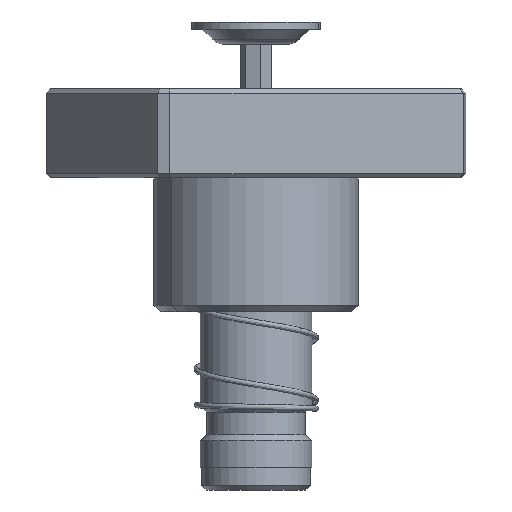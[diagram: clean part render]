
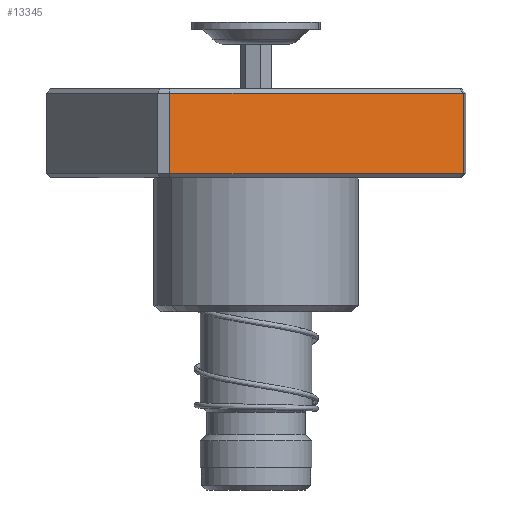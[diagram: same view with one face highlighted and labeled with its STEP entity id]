
A CAD part, front view. The second image highlights one B-rep face of the part: STEP entity #13345.
In plain terms, the highlighted face is planar.
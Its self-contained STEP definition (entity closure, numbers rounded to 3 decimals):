
#281 = VERTEX_POINT ( 'NONE', #8089 ) ;
#567 = VERTEX_POINT ( 'NONE', #5777 ) ;
#892 = EDGE_CURVE ( 'NONE', #5469, #567, #13625, .T. ) ;
#1108 = EDGE_CURVE ( 'NONE', #29627, #281, #24112, .T. ) ;
#2338 = EDGE_CURVE ( 'NONE', #5469, #29627, #11751, .T. ) ;
#2829 = AXIS2_PLACEMENT_3D ( 'NONE', #29724, #26928, #15399 ) ;
#3219 = CARTESIAN_POINT ( 'NONE',  ( -40., -24., 19. ) ) ;
#4991 = ORIENTED_EDGE ( 'NONE', *, *, #1108, .T. ) ;
#5469 = VERTEX_POINT ( 'NONE', #22203 ) ;
#5542 = EDGE_LOOP ( 'NONE', ( #4991, #19810, #16261, #18798 ) ) ;
#5777 = CARTESIAN_POINT ( 'NONE',  ( 40., -24., 1. ) ) ;
#5809 = VECTOR ( 'NONE', #6321, 1000. ) ;
#6321 = DIRECTION ( 'NONE',  ( 0., 0., -1. ) ) ;
#7695 = DIRECTION ( 'NONE',  ( 0., 0., -1. ) ) ;
#8089 = CARTESIAN_POINT ( 'NONE',  ( -40., -24., 1. ) ) ;
#8917 = CARTESIAN_POINT ( 'NONE',  ( -40., -24., 20. ) ) ;
#10230 = CARTESIAN_POINT ( 'NONE',  ( -40., -24., 1. ) ) ;
#11751 = LINE ( 'NONE', #3219, #30077 ) ;
#12681 = DIRECTION ( 'NONE',  ( -1., 0., 0. ) ) ;
#13345 = ADVANCED_FACE ( 'NONE', ( #23867 ), #27322, .F. ) ;
#13625 = LINE ( 'NONE', #19588, #26730 ) ;
#15399 = DIRECTION ( 'NONE',  ( 0., 0., 1. ) ) ;
#16261 = ORIENTED_EDGE ( 'NONE', *, *, #892, .F. ) ;
#17992 = CARTESIAN_POINT ( 'NONE',  ( -40., -24., 19. ) ) ;
#18798 = ORIENTED_EDGE ( 'NONE', *, *, #2338, .T. ) ;
#19588 = CARTESIAN_POINT ( 'NONE',  ( 40., -24., 20. ) ) ;
#19809 = VECTOR ( 'NONE', #29069, 1000. ) ;
#19810 = ORIENTED_EDGE ( 'NONE', *, *, #22443, .T. ) ;
#22203 = CARTESIAN_POINT ( 'NONE',  ( 40., -24., 19. ) ) ;
#22443 = EDGE_CURVE ( 'NONE', #281, #567, #29160, .T. ) ;
#23867 = FACE_OUTER_BOUND ( 'NONE', #5542, .T. ) ;
#24112 = LINE ( 'NONE', #8917, #5809 ) ;
#26730 = VECTOR ( 'NONE', #7695, 1000. ) ;
#26928 = DIRECTION ( 'NONE',  ( 0., 1., 0. ) ) ;
#27322 = PLANE ( 'NONE',  #2829 ) ;
#29069 = DIRECTION ( 'NONE',  ( 1., 0., 0. ) ) ;
#29160 = LINE ( 'NONE', #10230, #19809 ) ;
#29627 = VERTEX_POINT ( 'NONE', #17992 ) ;
#29724 = CARTESIAN_POINT ( 'NONE',  ( -40., -24., 20. ) ) ;
#30077 = VECTOR ( 'NONE', #12681, 1000. ) ;
